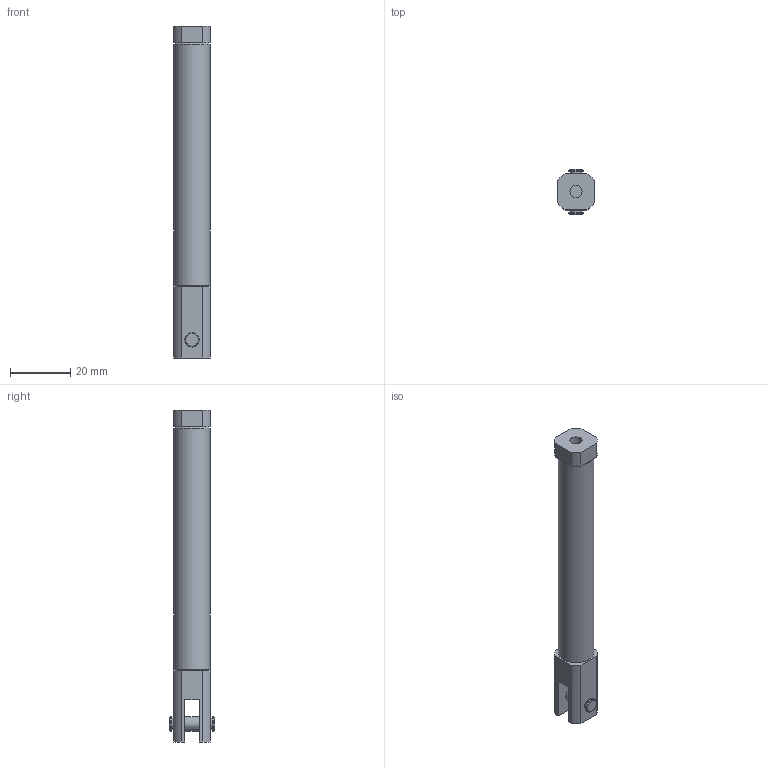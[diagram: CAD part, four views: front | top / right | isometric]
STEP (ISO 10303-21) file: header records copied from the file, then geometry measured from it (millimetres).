
FILE_DESCRIPTION(/* description */ (''),/* implementation_level */ '2;1');
FILE_NAME(/* name */ 'Body.ipt.step',/* time_stamp */ '2020-04-16T23:11:09-04:00',/* author */ ('Jordan'),/* organization */ (''),/* preprocessor_version */ 'ST-DEVELOPER v17',/* originating_system */ 'Autodesk Inventor 2019',/* authorisation */ '');
FILE_SCHEMA (('AUTOMOTIVE_DESIGN { 1 0 10303 214 3 1 1 }'));
Length unit declared in the file: millimetre
Products named in the file (1): Body
Bounding box: 11.94 x 14.99 x 109.98 mm (x, y, z)
Volume: 7538.9 mm3; surface area: 7126.4 mm2
Topology: 1 solids, 1 shells, 45 faces, 120 edges, 86 vertices
Faces by surface type: plane 23, cylinder 17, cone 5
Full cylindrical faces by diameter (mm): 3.734 x2, 4 x1, 4.78 x3, 4.83 x1, 10 x1, 11.94 x1
Entity records: 1513 total; most frequent: DIRECTION 274, CARTESIAN_POINT 252, ORIENTED_EDGE 240, EDGE_CURVE 120, AXIS2_PLACEMENT_3D 108, VERTEX_POINT 86, CIRCLE 62, LINE 58
